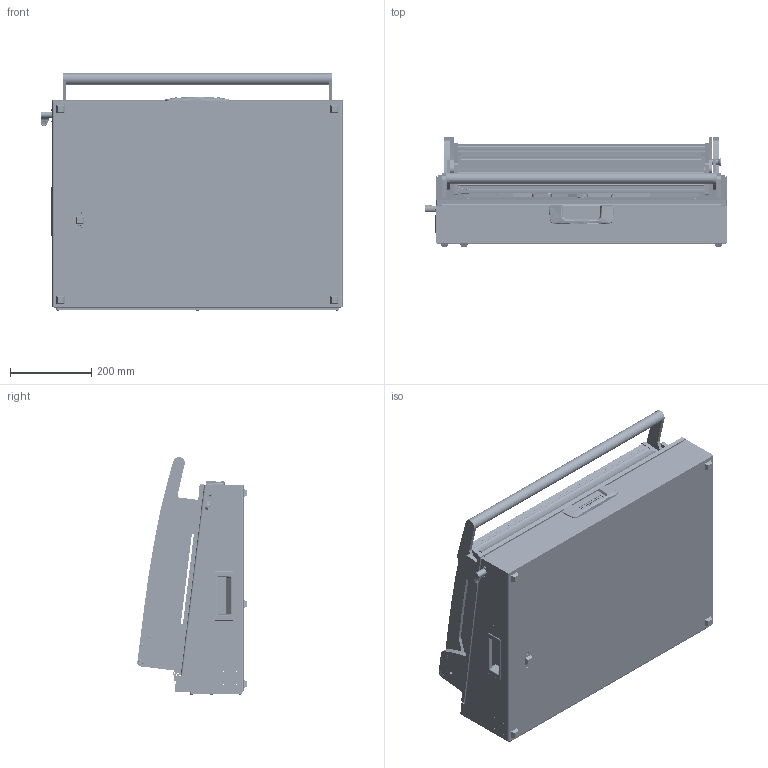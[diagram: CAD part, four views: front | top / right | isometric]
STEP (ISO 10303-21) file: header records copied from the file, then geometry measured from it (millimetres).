
FILE_DESCRIPTION (( 'STEP AP214' ), '1' );
FILE_NAME ('INGUN_34350.STEP', '2021-03-03T07:42:37', ( '' ), ( '' ), 'SwSTEP 2.0', 'SolidWorks 2018', '' );
FILE_SCHEMA (( 'AUTOMOTIVE_DESIGN' ));
Length unit declared in the file: millimetre
Products named in the file (106): DIN125~n_05,3 M05,0 Fase; 40512~7_KUNDE<S>; 110322~4_S; 30758~0_S; DIN912~n_M04,0x012; 30915~0; 38440~6_KUNDE<S>; DIN7991~n_M05,0x012; 109955~0_KUNDE<S>; DIN7991~n_M03,0x016 VA; 29805~4_geschlossen<S>; 40513~4_KUNDE<S>; 31253~0_S; 32462~0_S; 32724~1; 30984~0_S; 35651~1_S; 57801~2_S; 2281~0_180ø<Standard>; 3521~0_Spring Pin ISO 8752 - 3 x 16 - St; 30112~0; 40328~0_S; INGUN_34350; 39893~3_KUNDE<S>; ASR~-a-s-r_拱04,2x07x拌8; 40327~1; 35334~0_S; 35097~0; DIN6325~n_04,0m6x016; ISO7380~n_M05,0x030; 32578~1_S; 110443~0_S; ISO7380~n_M04,0x020; 31109~0; 40332~0_S; 21332_01~0; 32587~4_S; 21332_02~0; DIN6325~n_04,0m6x012; DIN7991~n_M05,0x020 ...
Assembly tree (230 placements, depth 5):
  INGUN_34350
    34255~6_S
      34326~9
      30758~0_S  x2
        30758_01~0_S
        30758_02~0_S
      20902~0
      21332~0_MA 2112<Standard>
        21332_02~0
        21332_01~0
      34327~2_S
      2720~0  x5
      53032~0_S
      32171~0_S
      32462~0_S
      29805~4_geschlossen<S>
        110322~4_S
        110705~1_S
        30984~0_S
        110231~1_S
        110443~0_S
        30112~0
        ISO7380~n_M05,0x030
        ISO7380~n_M04,0x008  x2
        DIN914~n_M04,0x05
      35334~0_S
      ISO7380~n_M04,0x012  x4
      DIN7991~n_M05,0x012  x2
      DIN985-A2~n_M05,0  x3
      8804~0
      DIN7991~n_M05,0x016
      DIN125~n_05,3 M05,0 Fase  x2
    38440~6_KUNDE<S>
      109830~0_S
        40323~9
        40324~2_S
        37971~8_S
        37972~6_S
        2281~0_180ø<Standard>  x3
          2281~0
        40333~2_S
        53031~0_S
        35649~1_S
        35651~1_S
        31253~0_S
        30955~0_S
        30915~0
        ASR~-a-s-r_拱04,2x07x拌8  x2
        2528~0  x2
        31109~0
        48727~1_S
          48726~2_S
          DIN6325~n_04,0m6x012
          48565~1_S
          DIN912~n_M04,0x020  x2
          DIN125~n_06,4 M06,0 Fase
          DIN125~n_04,3 M04,0  x2
          49317~0
        48728~1_S
          48726~2_S
Bounding box: 747.5 x 269.75 x 586.32 mm (x, y, z)
Volume: 7025619.7 mm3; surface area: 3922705.8 mm2
Topology: 222 solids, 222 shells, 5714 faces, 14279 edges, 9083 vertices
Faces by surface type: cylinder 2370, plane 2161, cone 759, bspline 235, sphere 100, torus 89
Entity records: 124885 total; most frequent: CARTESIAN_POINT 29434, DIRECTION 18594, ORIENTED_EDGE 17166, EDGE_CURVE 8583, AXIS2_PLACEMENT_3D 7018, VERTEX_POINT 5530, LINE 4558, VECTOR 4558
